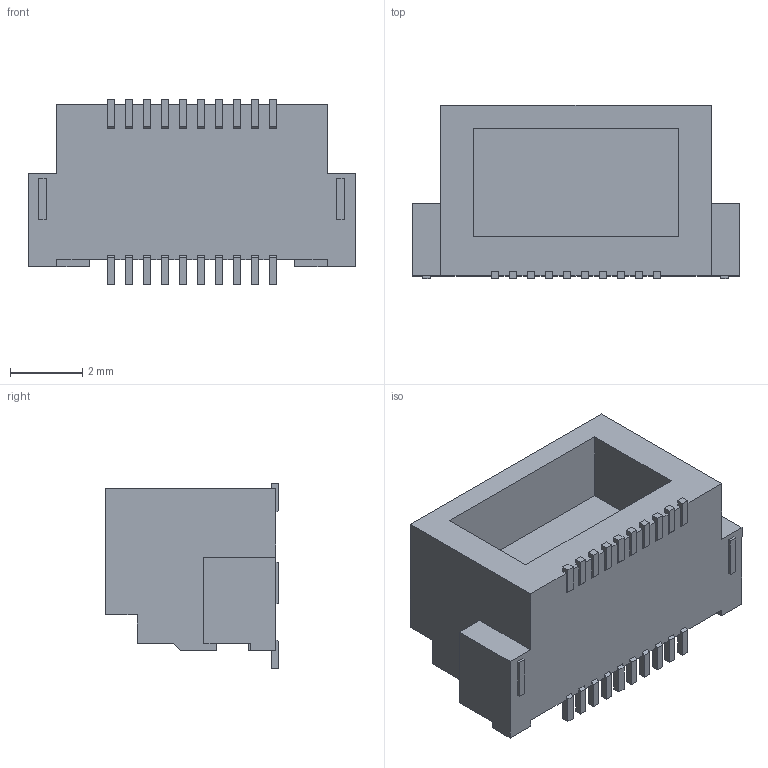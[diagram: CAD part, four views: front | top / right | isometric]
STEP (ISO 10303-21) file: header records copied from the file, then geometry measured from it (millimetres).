
FILE_DESCRIPTION (( 'STEP AP203' ), '1' );
FILE_NAME ('20PS-JMDSS-G-1-TF.STEP', '2010-06-22T09:08:40', ( '' ), ( '' ), 'SwSTEP 2.0', 'SolidWorks 2005235', '' );
FILE_SCHEMA (( 'CONFIG_CONTROL_DESIGN' ));
Length unit declared in the file: millimetre
Products named in the file (1): 20PS-JMDSS-G-1-TF
Bounding box: 9.1 x 4.8 x 5.15 mm (x, y, z)
Volume: 121.8 mm3; surface area: 234.8 mm2
Topology: 1 solids, 1 shells, 163 faces, 474 edges, 316 vertices
Faces by surface type: plane 163
Entity records: 5345 total; most frequent: CARTESIAN_POINT 954, ORIENTED_EDGE 948, DIRECTION 802, EDGE_CURVE 474, LINE 474, VECTOR 474, VERTEX_POINT 316, EDGE_LOOP 166
